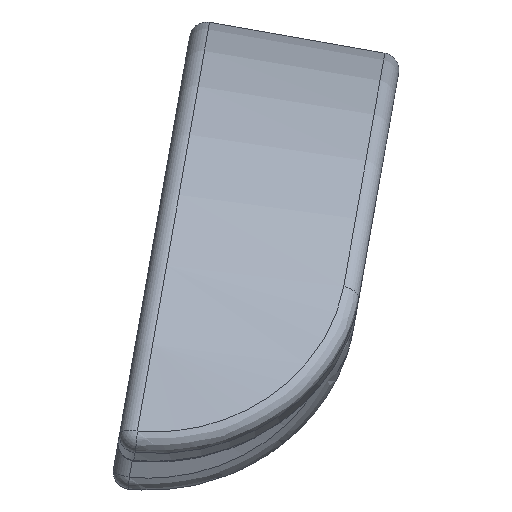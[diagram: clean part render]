
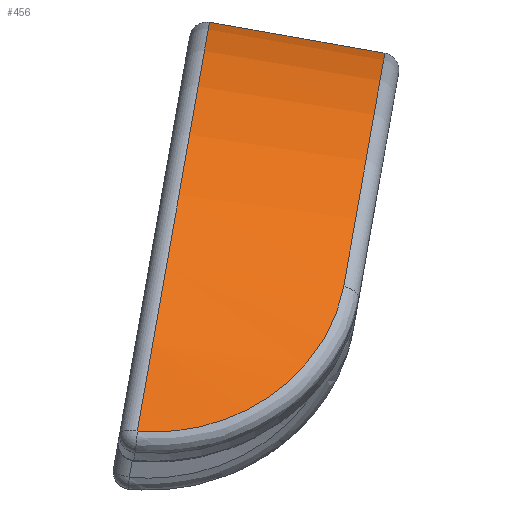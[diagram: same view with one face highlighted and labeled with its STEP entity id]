
A CAD part, left-side view. The second image highlights one B-rep face of the part: STEP entity #456.
In plain terms, the highlighted cylindrical face has radius 73.5 mm (diameter 147 mm), a partial arc.
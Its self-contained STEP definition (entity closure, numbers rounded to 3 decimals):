
#20=B_SPLINE_CURVE_WITH_KNOTS('',3,(#816,#817,#818,#819,#820,#821,#822),
 .UNSPECIFIED.,.F.,.F.,(4,1,1,1,4),(0.,0.495,1.484,
2.474,3.463),.UNSPECIFIED.);
#70=FACE_OUTER_BOUND('',#102,.T.);
#102=EDGE_LOOP('',(#397,#398,#399,#400));
#123=LINE('',#971,#141);
#141=VECTOR('',#691,10.);
#146=CIRCLE('',#480,73.5);
#176=CIRCLE('',#527,73.5);
#187=VERTEX_POINT('',#710);
#188=VERTEX_POINT('',#712);
#204=VERTEX_POINT('',#814);
#216=VERTEX_POINT('',#911);
#224=EDGE_CURVE('',#187,#188,#146,.T.);
#253=EDGE_CURVE('',#204,#187,#20,.T.);
#272=EDGE_CURVE('',#216,#204,#176,.T.);
#281=EDGE_CURVE('',#216,#188,#123,.T.);
#397=ORIENTED_EDGE('',*,*,#224,.F.);
#398=ORIENTED_EDGE('',*,*,#253,.F.);
#399=ORIENTED_EDGE('',*,*,#272,.F.);
#400=ORIENTED_EDGE('',*,*,#281,.T.);
#426=CYLINDRICAL_SURFACE('',#539,73.5);
#456=ADVANCED_FACE('',(#70),#426,.T.);
#480=AXIS2_PLACEMENT_3D('',#713,#557,#558);
#527=AXIS2_PLACEMENT_3D('',#913,#664,#665);
#539=AXIS2_PLACEMENT_3D('',#970,#689,#690);
#557=DIRECTION('center_axis',(0.,0.985,0.174));
#558=DIRECTION('ref_axis',(-0.578,-0.142,0.804));
#664=DIRECTION('center_axis',(0.,-0.985,
-0.174));
#665=DIRECTION('ref_axis',(-0.44,-0.156,0.884));
#689=DIRECTION('center_axis',(0.,-0.985,
-0.174));
#690=DIRECTION('ref_axis',(0.,-0.174,0.985));
#691=DIRECTION('',(0.,0.985,0.174));
#710=CARTESIAN_POINT('',(-90.332,377.736,-364.952));
#712=CARTESIAN_POINT('',(-21.056,369.238,-316.754));
#713=CARTESIAN_POINT('Origin',(-21.056,382.001,-389.137));
#814=CARTESIAN_POINT('',(-78.727,353.407,-347.91));
#816=CARTESIAN_POINT('Ctrl Pts',(-78.727,353.407,-347.91));
#817=CARTESIAN_POINT('Ctrl Pts',(-79.778,353.638,-349.22));
#818=CARTESIAN_POINT('Ctrl Pts',(-82.798,354.803,-353.176));
#819=CARTESIAN_POINT('Ctrl Pts',(-86.809,359.243,-359.424));
#820=CARTESIAN_POINT('Ctrl Pts',(-89.561,367.767,-364.447));
#821=CARTESIAN_POINT('Ctrl Pts',(-90.233,374.452,-365.249));
#822=CARTESIAN_POINT('Ctrl Pts',(-90.332,377.736,-364.952));
#911=CARTESIAN_POINT('',(-21.056,348.557,-320.401));
#913=CARTESIAN_POINT('Origin',(-21.056,361.32,-392.784));
#970=CARTESIAN_POINT('Origin',(-21.056,383.97,-388.79));
#971=CARTESIAN_POINT('',(-21.056,395.827,-312.065));
